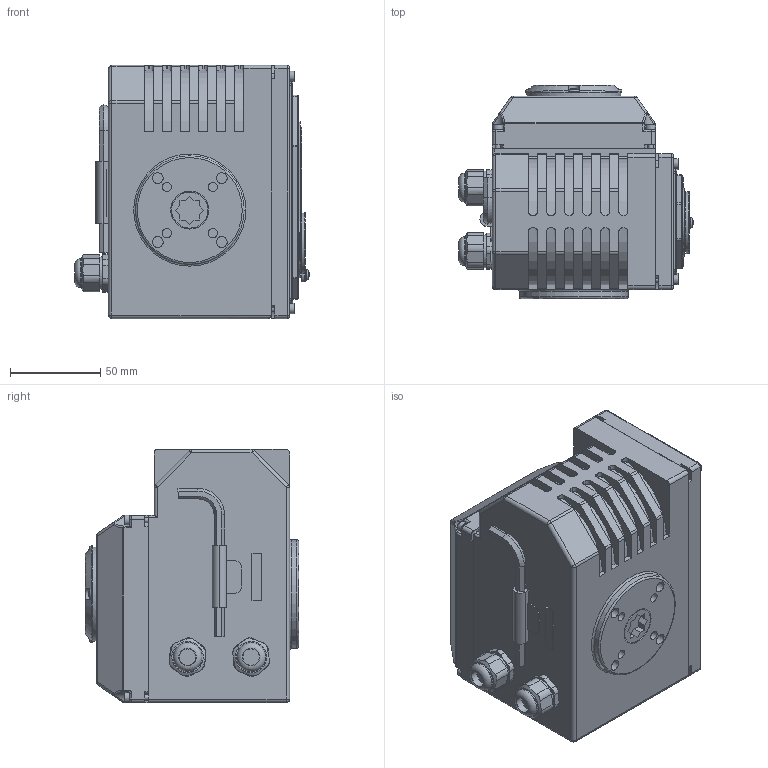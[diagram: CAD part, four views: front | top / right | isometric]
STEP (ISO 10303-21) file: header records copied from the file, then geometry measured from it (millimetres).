
FILE_DESCRIPTION(/* description */ (''),/* implementation_level */ '2;1');
FILE_NAME(/* name */ 'QT-N-003EM_3D_STEP.stp',/* time_stamp */ '2025-02-07T13:38:30+03:00',/* author */ ('igorr'),/* organization */ (''),/* preprocessor_version */ 'ST-DEVELOPER v20',/* originating_system */ 'Autodesk Inventor 2025',/* authorisation */ '');
FILE_SCHEMA (('AUTOMOTIVE_DESIGN { 1 0 10303 214 3 1 1 }'));
Length unit declared in the file: millimetre
Products named in the file (6): Сборка; Деталь; Деталь1; AS 1420 - 1973 - M3 x 20; AS 1427 - M3 x 16; AS 1427 - M3 x 5
Assembly tree (15 placements, depth 2):
  Сборка
    Деталь
    Деталь1
    AS 1420 - 1973 - M3 x 20  x8
    AS 1427 - M3 x 16  x4
    AS 1427 - M3 x 5
Bounding box: 129.74 x 118 x 140 mm (x, y, z)
Volume: 1343507 mm3; surface area: 127059.9 mm2
Topology: 18 solids, 18 shells, 953 faces, 2444 edges, 1584 vertices
Faces by surface type: plane 430, cylinder 250, bspline 110, cone 84, torus 57, sphere 22
Full cylindrical faces by diameter (mm): 2.693 x5, 3 x13, 5 x4, 5.5 x8, 6 x4, 9.071 x2, 15.969 x2, 18.123 x2, 20 x1, 21 x1, 34.486 x1, 40 x1, 42.826 x1, 52 x1, 60 x1
Entity records: 25530 total; most frequent: CARTESIAN_POINT 6530, ORIENTED_EDGE 3904, DIRECTION 3568, EDGE_CURVE 1952, VERTEX_POINT 1260, AXIS2_PLACEMENT_3D 1251, LINE 1066, VECTOR 1066
